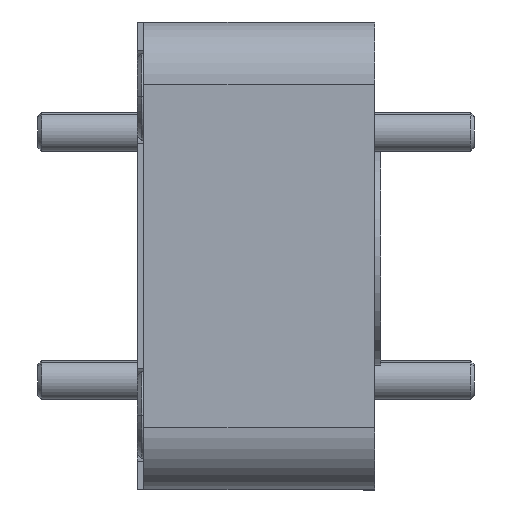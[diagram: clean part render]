
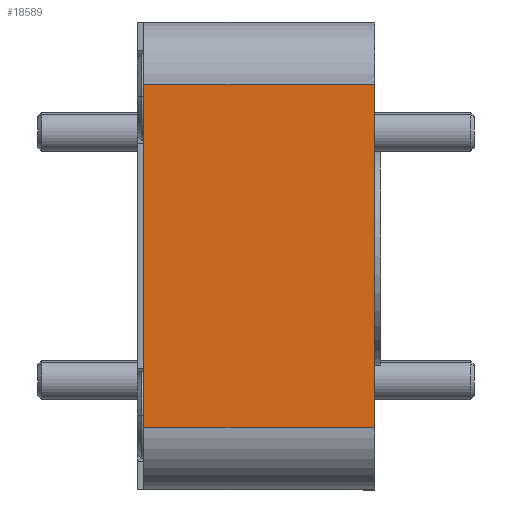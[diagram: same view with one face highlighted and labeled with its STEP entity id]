
A CAD part, left-side view. The second image highlights one B-rep face of the part: STEP entity #18589.
In plain terms, the highlighted planar face has unit normal (-1, 0, 0).
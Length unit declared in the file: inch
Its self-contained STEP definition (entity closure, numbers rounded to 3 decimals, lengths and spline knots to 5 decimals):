
#58 = PLANE ( 'NONE',  #17618 ) ;
#70 = ORIENTED_EDGE ( 'NONE', *, *, #880, .T. ) ;
#145 = LINE ( 'NONE', #1282, #4048 ) ;
#326 = VECTOR ( 'NONE', #9188, 39.37008 ) ;
#509 = VECTOR ( 'NONE', #11994, 39.37008 ) ;
#541 = ORIENTED_EDGE ( 'NONE', *, *, #6691, .F. ) ;
#880 = EDGE_CURVE ( 'NONE', #20548, #7718, #8122, .T. ) ;
#1282 = CARTESIAN_POINT ( 'NONE',  ( -4.24918, 0.06576, 0.09209 ) ) ;
#2986 = VERTEX_POINT ( 'NONE', #22634 ) ;
#3494 = CARTESIAN_POINT ( 'NONE',  ( -4.24918, -0.30424, 0.19785 ) ) ;
#3503 = CARTESIAN_POINT ( 'NONE',  ( -4.24918, 0.07576, -0.45215 ) ) ;
#4048 = VECTOR ( 'NONE', #18998, 39.37008 ) ;
#6473 = VERTEX_POINT ( 'NONE', #9502 ) ;
#6488 = DIRECTION ( 'NONE',  ( 0., -1., 0. ) ) ;
#6691 = EDGE_CURVE ( 'NONE', #2986, #7718, #145, .T. ) ;
#7718 = VERTEX_POINT ( 'NONE', #7841 ) ;
#7841 = CARTESIAN_POINT ( 'NONE',  ( -4.24918, 0.06576, 0.19785 ) ) ;
#8122 = LINE ( 'NONE', #12578, #326 ) ;
#8950 = ORIENTED_EDGE ( 'NONE', *, *, #10604, .T. ) ;
#9188 = DIRECTION ( 'NONE',  ( 0., 1., 0. ) ) ;
#9502 = CARTESIAN_POINT ( 'NONE',  ( -4.24918, -0.30424, -0.35215 ) ) ;
#10604 = EDGE_CURVE ( 'NONE', #2986, #6473, #20758, .T. ) ;
#11904 = ORIENTED_EDGE ( 'NONE', *, *, #14943, .F. ) ;
#11994 = DIRECTION ( 'NONE',  ( 0., 0., -1. ) ) ;
#12531 = DIRECTION ( 'NONE',  ( 1., 0., 0. ) ) ;
#12578 = CARTESIAN_POINT ( 'NONE',  ( -4.24918, 0.07576, 0.19785 ) ) ;
#12917 = VECTOR ( 'NONE', #6488, 39.37008 ) ;
#13880 = CARTESIAN_POINT ( 'NONE',  ( -4.24918, -0.30424, -0.45215 ) ) ;
#14390 = DIRECTION ( 'NONE',  ( 0., 0., -1. ) ) ;
#14792 = EDGE_LOOP ( 'NONE', ( #541, #8950, #11904, #70 ) ) ;
#14943 = EDGE_CURVE ( 'NONE', #20548, #6473, #16508, .T. ) ;
#16508 = LINE ( 'NONE', #13880, #509 ) ;
#17334 = CARTESIAN_POINT ( 'NONE',  ( -4.24918, 0.07576, -0.35215 ) ) ;
#17618 = AXIS2_PLACEMENT_3D ( 'NONE', #3503, #12531, #14390 ) ;
#18589 = ADVANCED_FACE ( 'NONE', ( #20284 ), #58, .F. ) ;
#18998 = DIRECTION ( 'NONE',  ( 0., 0., 1. ) ) ;
#20284 = FACE_OUTER_BOUND ( 'NONE', #14792, .T. ) ;
#20548 = VERTEX_POINT ( 'NONE', #3494 ) ;
#20758 = LINE ( 'NONE', #17334, #12917 ) ;
#22634 = CARTESIAN_POINT ( 'NONE',  ( -4.24918, 0.06576, -0.35215 ) ) ;
